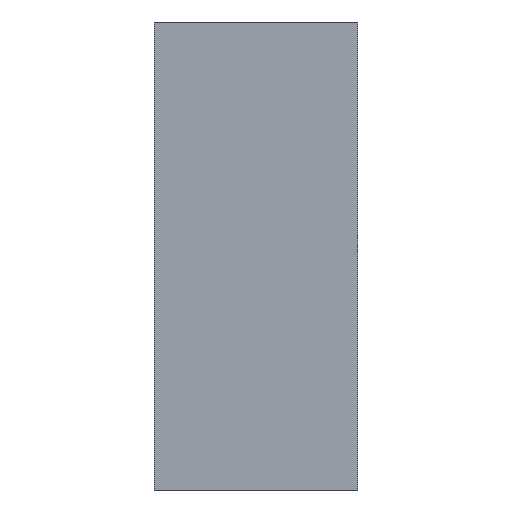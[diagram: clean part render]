
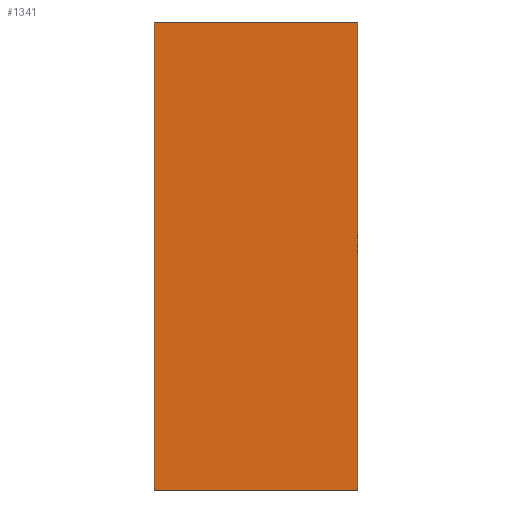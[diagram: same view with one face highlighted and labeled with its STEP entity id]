
A CAD part, front view. The second image highlights one B-rep face of the part: STEP entity #1341.
In plain terms, the highlighted planar face has unit normal (0, -1, 0).
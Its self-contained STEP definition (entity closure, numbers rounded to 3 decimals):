
#16 = CARTESIAN_POINT ( 'NONE',  ( 15., -13.1, 61.6 ) ) ;
#53 = CARTESIAN_POINT ( 'NONE',  ( -15., -13.1, 61.6 ) ) ;
#54 = VECTOR ( 'NONE', #1089, 1000. ) ;
#103 = ORIENTED_EDGE ( 'NONE', *, *, #956, .T. ) ;
#108 = ORIENTED_EDGE ( 'NONE', *, *, #1439, .T. ) ;
#114 = VECTOR ( 'NONE', #1734, 1000. ) ;
#208 = DIRECTION ( 'NONE',  ( 1., 0., 0. ) ) ;
#217 = CARTESIAN_POINT ( 'NONE',  ( 0., -13.1, 61.6 ) ) ;
#245 = DIRECTION ( 'NONE',  ( 0., 0., -1. ) ) ;
#251 = ORIENTED_EDGE ( 'NONE', *, *, #842, .T. ) ;
#263 = CARTESIAN_POINT ( 'NONE',  ( 15., -13.1, -7.5 ) ) ;
#350 = CARTESIAN_POINT ( 'NONE',  ( -15., -13.1, -7.5 ) ) ;
#402 = CARTESIAN_POINT ( 'NONE',  ( -15., -13.1, 61.6 ) ) ;
#414 = VECTOR ( 'NONE', #208, 1000. ) ;
#450 = FACE_OUTER_BOUND ( 'NONE', #779, .T. ) ;
#459 = CARTESIAN_POINT ( 'NONE',  ( -15., -13.1, -7.5 ) ) ;
#603 = EDGE_CURVE ( 'NONE', #1680, #884, #751, .T. ) ;
#642 = PLANE ( 'NONE',  #1259 ) ;
#649 = CARTESIAN_POINT ( 'NONE',  ( 15., -13.1, -7.5 ) ) ;
#676 = CARTESIAN_POINT ( 'NONE',  ( 15., -13.1, 61.6 ) ) ;
#751 = LINE ( 'NONE', #350, #414 ) ;
#768 = LINE ( 'NONE', #16, #54 ) ;
#779 = EDGE_LOOP ( 'NONE', ( #251, #103, #108, #950 ) ) ;
#824 = LINE ( 'NONE', #649, #114 ) ;
#842 = EDGE_CURVE ( 'NONE', #884, #890, #824, .T. ) ;
#884 = VERTEX_POINT ( 'NONE', #263 ) ;
#890 = VERTEX_POINT ( 'NONE', #676 ) ;
#950 = ORIENTED_EDGE ( 'NONE', *, *, #603, .T. ) ;
#956 = EDGE_CURVE ( 'NONE', #890, #1745, #768, .T. ) ;
#1050 = LINE ( 'NONE', #402, #1071 ) ;
#1071 = VECTOR ( 'NONE', #245, 1000. ) ;
#1089 = DIRECTION ( 'NONE',  ( -1., 0., 0. ) ) ;
#1259 = AXIS2_PLACEMENT_3D ( 'NONE', #217, #1434, #1573 ) ;
#1341 = ADVANCED_FACE ( 'NONE', ( #450 ), #642, .T. ) ;
#1434 = DIRECTION ( 'NONE',  ( 0., -1., 0. ) ) ;
#1439 = EDGE_CURVE ( 'NONE', #1745, #1680, #1050, .T. ) ;
#1573 = DIRECTION ( 'NONE',  ( 0., 0., -1. ) ) ;
#1680 = VERTEX_POINT ( 'NONE', #459 ) ;
#1734 = DIRECTION ( 'NONE',  ( 0., 0., 1. ) ) ;
#1745 = VERTEX_POINT ( 'NONE', #53 ) ;
